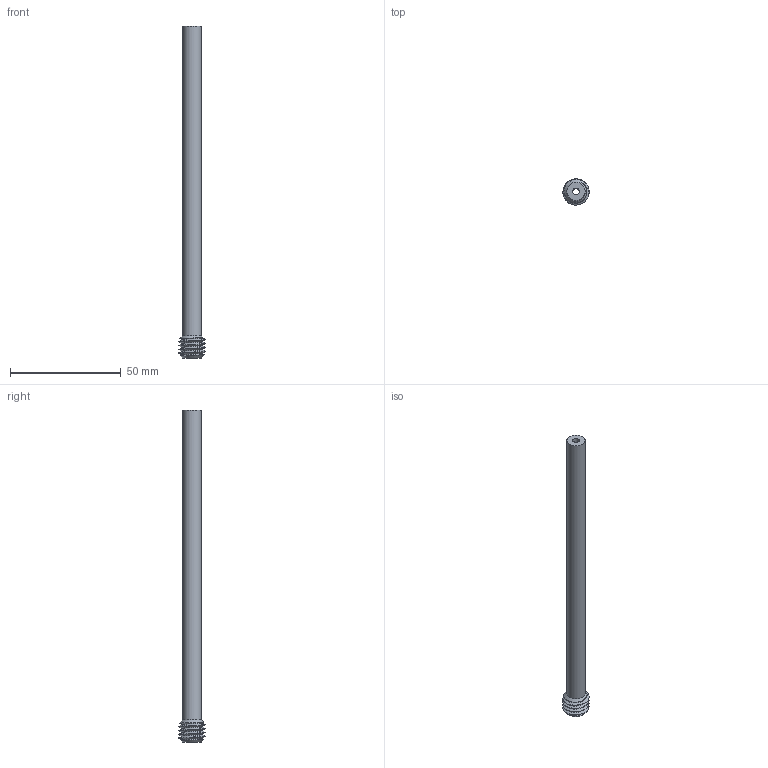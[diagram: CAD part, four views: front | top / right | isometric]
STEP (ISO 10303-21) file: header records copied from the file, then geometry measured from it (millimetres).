
FILE_DESCRIPTION(('FreeCAD Model'),'2;1');
FILE_NAME('Open CASCADE Shape Model','2025-11-11T18:30:35',('Author'),( ''),'Open CASCADE STEP processor 7.8','FreeCAD','Unknown');
FILE_SCHEMA(('AUTOMOTIVE_DESIGN { 1 0 10303 214 1 1 1 1 }'));
Length unit declared in the file: millimetre
Products named in the file (3): Hollow_shaft; Thread; shaft
Assembly tree (2 placements, depth 2):
  Hollow_shaft
    Thread
    shaft
Bounding box: 11.83 x 11.83 x 150 mm (x, y, z)
Volume: 7189.7 mm3; surface area: 5736.1 mm2
Topology: 2 solids, 2 shells, 28 faces, 60 edges, 36 vertices
Faces by surface type: bspline 17, plane 4, cylinder 4, cone 3
Full cylindrical faces by diameter (mm): 3 x2, 8.2 x1
Entity records: 5561 total; most frequent: CARTESIAN_POINT 4440, DIRECTION 140, ORIENTED_EDGE 120, PCURVE 120, DEFINITIONAL_REPRESENTATION 120, LINE 82, VECTOR 82, B_SPLINE_CURVE_WITH_KNOTS 69
